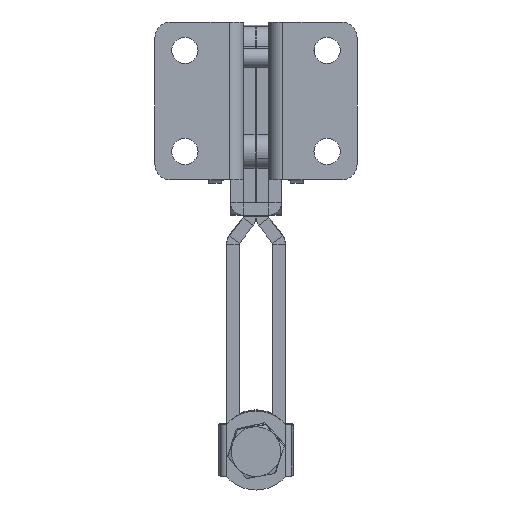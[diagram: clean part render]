
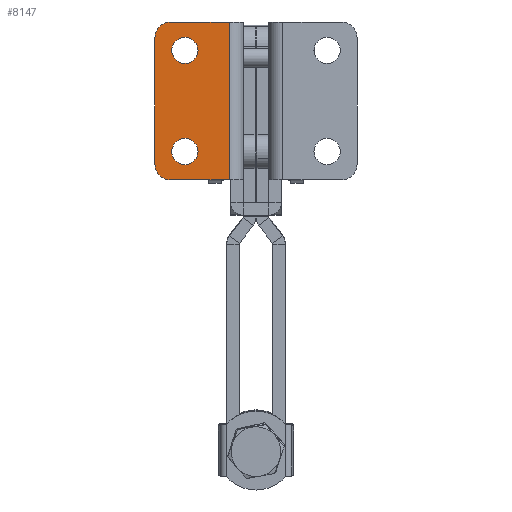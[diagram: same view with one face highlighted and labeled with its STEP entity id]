
A CAD part, front view. The second image highlights one B-rep face of the part: STEP entity #8147.
In plain terms, the highlighted planar face has unit normal (0, -1, 0).
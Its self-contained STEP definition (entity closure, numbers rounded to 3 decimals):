
#2137 = DIRECTION ( 'NONE',  ( -1., 0., 0. ) ) ;
#2139 = PLANE ( 'NONE',  #9452 ) ;
#2140 = CARTESIAN_POINT ( 'NONE',  ( -27., -19.9, 12.21 ) ) ;
#2142 = DIRECTION ( 'NONE',  ( 0., 1., 0. ) ) ;
#3921 = EDGE_LOOP ( 'NONE', ( #5327, #5328 ) ) ;
#3926 = EDGE_LOOP ( 'NONE', ( #5329, #5330 ) ) ;
#3943 = EDGE_LOOP ( 'NONE', ( #5331, #5332, #5333, #5334, #5335, #5336 ) ) ;
#5327 = ORIENTED_EDGE ( 'NONE', *, *, #7714, .F. ) ;
#5328 = ORIENTED_EDGE ( 'NONE', *, *, #8534, .F. ) ;
#5329 = ORIENTED_EDGE ( 'NONE', *, *, #7718, .F. ) ;
#5330 = ORIENTED_EDGE ( 'NONE', *, *, #8535, .F. ) ;
#5331 = ORIENTED_EDGE ( 'NONE', *, *, #8530, .F. ) ;
#5332 = ORIENTED_EDGE ( 'NONE', *, *, #8537, .T. ) ;
#5333 = ORIENTED_EDGE ( 'NONE', *, *, #8539, .T. ) ;
#5334 = ORIENTED_EDGE ( 'NONE', *, *, #8541, .T. ) ;
#5335 = ORIENTED_EDGE ( 'NONE', *, *, #8543, .T. ) ;
#5336 = ORIENTED_EDGE ( 'NONE', *, *, #8545, .T. ) ;
#6276 = DIRECTION ( 'NONE',  ( 1., 0., 0. ) ) ;
#6277 = DIRECTION ( 'NONE',  ( 0., -1., 0. ) ) ;
#6278 = CARTESIAN_POINT ( 'NONE',  ( -22.5, -19.9, 16.21 ) ) ;
#6287 = DIRECTION ( 'NONE',  ( 1., 0., 0. ) ) ;
#6288 = DIRECTION ( 'NONE',  ( 0., -1., 0. ) ) ;
#6289 = CARTESIAN_POINT ( 'NONE',  ( -22.5, -19.9, 48.21 ) ) ;
#7714 = EDGE_CURVE ( 'NONE', #26618, #11848, #19149, .T. ) ;
#7718 = EDGE_CURVE ( 'NONE', #10752, #10882, #19154, .T. ) ;
#8147 = ADVANCED_FACE ( 'NONE', ( #20126, #20136, #20129 ), #2139, .F. ) ;
#8530 = EDGE_CURVE ( 'NONE', #10720, #22573, #21072, .T. ) ;
#8534 = EDGE_CURVE ( 'NONE', #11848, #26618, #21071, .T. ) ;
#8535 = EDGE_CURVE ( 'NONE', #10882, #10752, #21080, .T. ) ;
#8537 = EDGE_CURVE ( 'NONE', #10720, #20676, #21085, .T. ) ;
#8539 = EDGE_CURVE ( 'NONE', #20676, #20862, #21090, .T. ) ;
#8541 = EDGE_CURVE ( 'NONE', #20862, #30518, #21095, .T. ) ;
#8543 = EDGE_CURVE ( 'NONE', #30518, #10820, #21087, .T. ) ;
#8545 = EDGE_CURVE ( 'NONE', #10820, #22573, #21102, .T. ) ;
#9119 = AXIS2_PLACEMENT_3D ( 'NONE', #6289, #6288, #6287 ) ;
#9121 = AXIS2_PLACEMENT_3D ( 'NONE', #6278, #6277, #6276 ) ;
#9452 = AXIS2_PLACEMENT_3D ( 'NONE', #2140, #2142, #2137 ) ;
#10720 = VERTEX_POINT ( 'NONE', #27740 ) ;
#10752 = VERTEX_POINT ( 'NONE', #27772 ) ;
#10820 = VERTEX_POINT ( 'NONE', #27841 ) ;
#10882 = VERTEX_POINT ( 'NONE', #27903 ) ;
#11848 = VERTEX_POINT ( 'NONE', #29424 ) ;
#19149 = CIRCLE ( 'NONE', #9119, 4.15 ) ;
#19154 = CIRCLE ( 'NONE', #9121, 4.15 ) ;
#20126 = FACE_BOUND ( 'NONE', #3921, .T. ) ;
#20129 = FACE_OUTER_BOUND ( 'NONE', #3943, .T. ) ;
#20136 = FACE_BOUND ( 'NONE', #3926, .T. ) ;
#20676 = VERTEX_POINT ( 'NONE', #29489 ) ;
#20862 = VERTEX_POINT ( 'NONE', #29533 ) ;
#21060 = VECTOR ( 'NONE', #25660, 1000. ) ;
#21071 = CIRCLE ( 'NONE', #22154, 4.15 ) ;
#21072 = LINE ( 'NONE', #25659, #21060 ) ;
#21080 = CIRCLE ( 'NONE', #22156, 4.15 ) ;
#21082 = VECTOR ( 'NONE', #25692, 1000. ) ;
#21085 = LINE ( 'NONE', #25691, #21082 ) ;
#21086 = VECTOR ( 'NONE', #25771, 1000. ) ;
#21087 = CIRCLE ( 'NONE', #22159, 5. ) ;
#21090 = CIRCLE ( 'NONE', #22157, 5. ) ;
#21092 = VECTOR ( 'NONE', #25784, 1000. ) ;
#21095 = LINE ( 'NONE', #25770, #21086 ) ;
#21102 = LINE ( 'NONE', #25783, #21092 ) ;
#22154 = AXIS2_PLACEMENT_3D ( 'NONE', #25680, #25681, #25682 ) ;
#22156 = AXIS2_PLACEMENT_3D ( 'NONE', #25684, #25685, #25686 ) ;
#22157 = AXIS2_PLACEMENT_3D ( 'NONE', #25731, #25732, #25733 ) ;
#22159 = AXIS2_PLACEMENT_3D ( 'NONE', #25777, #25778, #25779 ) ;
#22573 = VERTEX_POINT ( 'NONE', #29767 ) ;
#25659 = CARTESIAN_POINT ( 'NONE',  ( -8.5, -19.9, 12.21 ) ) ;
#25660 = DIRECTION ( 'NONE',  ( 0., 0., -1. ) ) ;
#25680 = CARTESIAN_POINT ( 'NONE',  ( -22.5, -19.9, 48.21 ) ) ;
#25681 = DIRECTION ( 'NONE',  ( 0., -1., 0. ) ) ;
#25682 = DIRECTION ( 'NONE',  ( 1., 0., 0. ) ) ;
#25684 = CARTESIAN_POINT ( 'NONE',  ( -22.5, -19.9, 16.21 ) ) ;
#25685 = DIRECTION ( 'NONE',  ( 0., -1., 0. ) ) ;
#25686 = DIRECTION ( 'NONE',  ( 1., 0., 0. ) ) ;
#25691 = CARTESIAN_POINT ( 'NONE',  ( -27., -19.9, 57.21 ) ) ;
#25692 = DIRECTION ( 'NONE',  ( -1., 0., 0. ) ) ;
#25731 = CARTESIAN_POINT ( 'NONE',  ( -27., -19.9, 52.21 ) ) ;
#25732 = DIRECTION ( 'NONE',  ( 0., -1., 0. ) ) ;
#25733 = DIRECTION ( 'NONE',  ( -1., 0., 0. ) ) ;
#25770 = CARTESIAN_POINT ( 'NONE',  ( -32., -19.9, 12.21 ) ) ;
#25771 = DIRECTION ( 'NONE',  ( 0., 0., -1. ) ) ;
#25777 = CARTESIAN_POINT ( 'NONE',  ( -27., -19.9, 12.21 ) ) ;
#25778 = DIRECTION ( 'NONE',  ( 0., -1., 0. ) ) ;
#25779 = DIRECTION ( 'NONE',  ( -1., 0., 0. ) ) ;
#25783 = CARTESIAN_POINT ( 'NONE',  ( -8., -19.9, 7.21 ) ) ;
#25784 = DIRECTION ( 'NONE',  ( 1., 0., 0. ) ) ;
#26618 = VERTEX_POINT ( 'NONE', #29870 ) ;
#27740 = CARTESIAN_POINT ( 'NONE',  ( -8.5, -19.9, 57.21 ) ) ;
#27772 = CARTESIAN_POINT ( 'NONE',  ( -26.65, -19.9, 16.21 ) ) ;
#27841 = CARTESIAN_POINT ( 'NONE',  ( -27., -19.9, 7.21 ) ) ;
#27903 = CARTESIAN_POINT ( 'NONE',  ( -18.35, -19.9, 16.21 ) ) ;
#29424 = CARTESIAN_POINT ( 'NONE',  ( -18.35, -19.9, 48.21 ) ) ;
#29489 = CARTESIAN_POINT ( 'NONE',  ( -27., -19.9, 57.21 ) ) ;
#29533 = CARTESIAN_POINT ( 'NONE',  ( -32., -19.9, 52.21 ) ) ;
#29767 = CARTESIAN_POINT ( 'NONE',  ( -8.5, -19.9, 7.21 ) ) ;
#29870 = CARTESIAN_POINT ( 'NONE',  ( -26.65, -19.9, 48.21 ) ) ;
#30048 = CARTESIAN_POINT ( 'NONE',  ( -32., -19.9, 12.21 ) ) ;
#30518 = VERTEX_POINT ( 'NONE', #30048 ) ;
